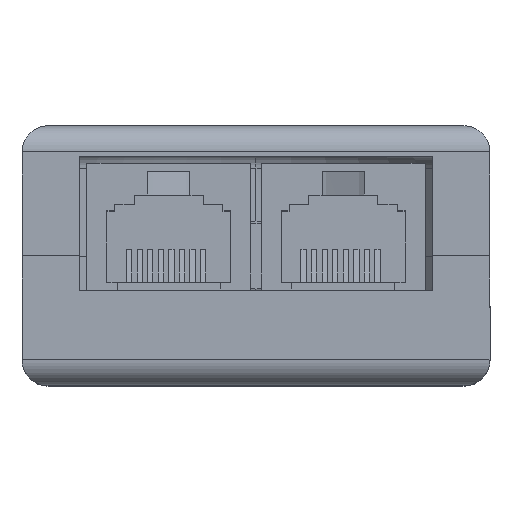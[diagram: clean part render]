
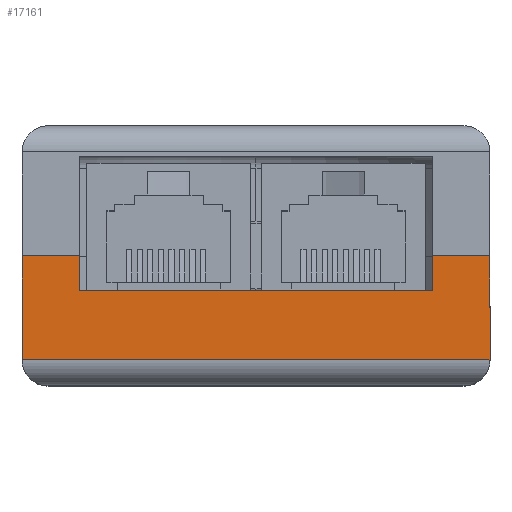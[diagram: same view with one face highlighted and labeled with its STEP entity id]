
A CAD part, top view. The second image highlights one B-rep face of the part: STEP entity #17161.
In plain terms, the highlighted planar face has unit normal (0, 0, 1).
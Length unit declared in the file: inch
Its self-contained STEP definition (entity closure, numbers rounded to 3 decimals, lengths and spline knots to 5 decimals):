
#51 = DIRECTION ( 'NONE',  ( 0., -1., 0. ) ) ;
#78 = LINE ( 'NONE', #4567, #3221 ) ;
#265 = EDGE_LOOP ( 'NONE', ( #10233, #1156, #10983, #1512, #15895, #3318, #19457, #10769 ) ) ;
#468 = CARTESIAN_POINT ( 'NONE',  ( 0.88583, 0.24606, 0.88583 ) ) ;
#1156 = ORIENTED_EDGE ( 'NONE', *, *, #14530, .F. ) ;
#1512 = ORIENTED_EDGE ( 'NONE', *, *, #14933, .F. ) ;
#1783 = CARTESIAN_POINT ( 'NONE',  ( -0.66929, -0.24606, 0.88583 ) ) ;
#1988 = VECTOR ( 'NONE', #51, 39.37008 ) ;
#2070 = VERTEX_POINT ( 'NONE', #5456 ) ;
#2681 = PLANE ( 'NONE',  #12064 ) ;
#2874 = CARTESIAN_POINT ( 'NONE',  ( 0.88583, 0.24606, 0.88583 ) ) ;
#3221 = VECTOR ( 'NONE', #10801, 39.37008 ) ;
#3318 = ORIENTED_EDGE ( 'NONE', *, *, #3334, .F. ) ;
#3334 = EDGE_CURVE ( 'NONE', #6414, #8500, #5741, .T. ) ;
#4401 = CARTESIAN_POINT ( 'NONE',  ( 0.66929, -0.24606, 0.88583 ) ) ;
#4567 = CARTESIAN_POINT ( 'NONE',  ( -0.88583, 0.24606, 0.88583 ) ) ;
#5456 = CARTESIAN_POINT ( 'NONE',  ( -0.88583, 0.14764, 0.88583 ) ) ;
#5479 = EDGE_CURVE ( 'NONE', #2070, #12597, #78, .T. ) ;
#5675 = EDGE_CURVE ( 'NONE', #6414, #2070, #9461, .T. ) ;
#5696 = DIRECTION ( 'NONE',  ( -1., 0., 0. ) ) ;
#5741 = LINE ( 'NONE', #468, #8369 ) ;
#6414 = VERTEX_POINT ( 'NONE', #11425 ) ;
#7219 = CARTESIAN_POINT ( 'NONE',  ( -0.66929, -0.11614, 0.88583 ) ) ;
#7264 = EDGE_CURVE ( 'NONE', #12597, #17306, #10545, .T. ) ;
#7313 = LINE ( 'NONE', #7219, #13975 ) ;
#7662 = VERTEX_POINT ( 'NONE', #7873 ) ;
#7712 = CARTESIAN_POINT ( 'NONE',  ( 0.66929, -0.11614, 0.88583 ) ) ;
#7792 = VECTOR ( 'NONE', #9863, 39.37008 ) ;
#7797 = VECTOR ( 'NONE', #14887, 39.37008 ) ;
#7873 = CARTESIAN_POINT ( 'NONE',  ( 0.66929, -0.24606, 0.88583 ) ) ;
#8369 = VECTOR ( 'NONE', #18180, 39.37008 ) ;
#8495 = VERTEX_POINT ( 'NONE', #7712 ) ;
#8500 = VERTEX_POINT ( 'NONE', #14259 ) ;
#8599 = CARTESIAN_POINT ( 'NONE',  ( 0.88583, -0.24606, 0.88583 ) ) ;
#8684 = DIRECTION ( 'NONE',  ( -1., 0., 0. ) ) ;
#9461 = LINE ( 'NONE', #19130, #7792 ) ;
#9863 = DIRECTION ( 'NONE',  ( -1., 0., 0. ) ) ;
#10004 = CARTESIAN_POINT ( 'NONE',  ( -0.66929, -0.11614, 0.88583 ) ) ;
#10233 = ORIENTED_EDGE ( 'NONE', *, *, #7264, .T. ) ;
#10437 = DIRECTION ( 'NONE',  ( 0., 0., -1. ) ) ;
#10545 = LINE ( 'NONE', #8599, #12412 ) ;
#10769 = ORIENTED_EDGE ( 'NONE', *, *, #5479, .T. ) ;
#10801 = DIRECTION ( 'NONE',  ( 0., -1., 0. ) ) ;
#10963 = LINE ( 'NONE', #1783, #1988 ) ;
#10983 = ORIENTED_EDGE ( 'NONE', *, *, #12815, .F. ) ;
#11425 = CARTESIAN_POINT ( 'NONE',  ( 0.88583, 0.14764, 0.88583 ) ) ;
#12064 = AXIS2_PLACEMENT_3D ( 'NONE', #2874, #10437, #8684 ) ;
#12116 = LINE ( 'NONE', #15269, #7797 ) ;
#12260 = DIRECTION ( 'NONE',  ( 0., 1., 0. ) ) ;
#12267 = CARTESIAN_POINT ( 'NONE',  ( -0.66929, -0.24606, 0.88583 ) ) ;
#12412 = VECTOR ( 'NONE', #14930, 39.37008 ) ;
#12597 = VERTEX_POINT ( 'NONE', #18751 ) ;
#12815 = EDGE_CURVE ( 'NONE', #8495, #18515, #7313, .T. ) ;
#13975 = VECTOR ( 'NONE', #5696, 39.37008 ) ;
#14259 = CARTESIAN_POINT ( 'NONE',  ( 0.88583, -0.24606, 0.88583 ) ) ;
#14530 = EDGE_CURVE ( 'NONE', #18515, #17306, #10963, .T. ) ;
#14887 = DIRECTION ( 'NONE',  ( 1., 0., 0. ) ) ;
#14930 = DIRECTION ( 'NONE',  ( 1., 0., 0. ) ) ;
#14933 = EDGE_CURVE ( 'NONE', #7662, #8495, #18468, .T. ) ;
#15251 = EDGE_CURVE ( 'NONE', #7662, #8500, #12116, .T. ) ;
#15269 = CARTESIAN_POINT ( 'NONE',  ( 0.88583, -0.24606, 0.88583 ) ) ;
#15334 = FACE_OUTER_BOUND ( 'NONE', #265, .T. ) ;
#15895 = ORIENTED_EDGE ( 'NONE', *, *, #15251, .T. ) ;
#17161 = ADVANCED_FACE ( 'NONE', ( #15334 ), #2681, .F. ) ;
#17306 = VERTEX_POINT ( 'NONE', #12267 ) ;
#18180 = DIRECTION ( 'NONE',  ( 0., -1., 0. ) ) ;
#18232 = VECTOR ( 'NONE', #12260, 39.37008 ) ;
#18468 = LINE ( 'NONE', #4401, #18232 ) ;
#18515 = VERTEX_POINT ( 'NONE', #10004 ) ;
#18751 = CARTESIAN_POINT ( 'NONE',  ( -0.88583, -0.24606, 0.88583 ) ) ;
#19130 = CARTESIAN_POINT ( 'NONE',  ( -0.88583, 0.14764, 0.88583 ) ) ;
#19457 = ORIENTED_EDGE ( 'NONE', *, *, #5675, .T. ) ;
